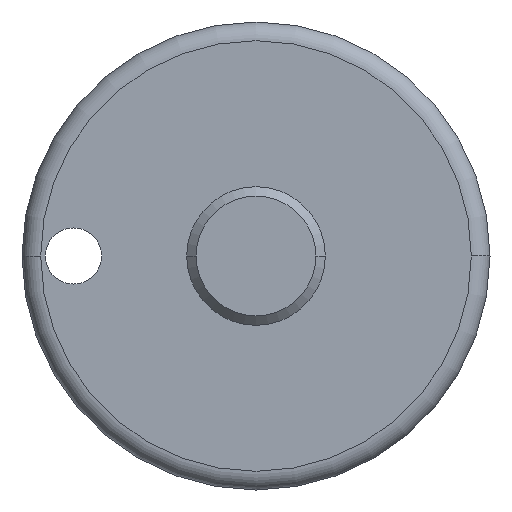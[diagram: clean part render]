
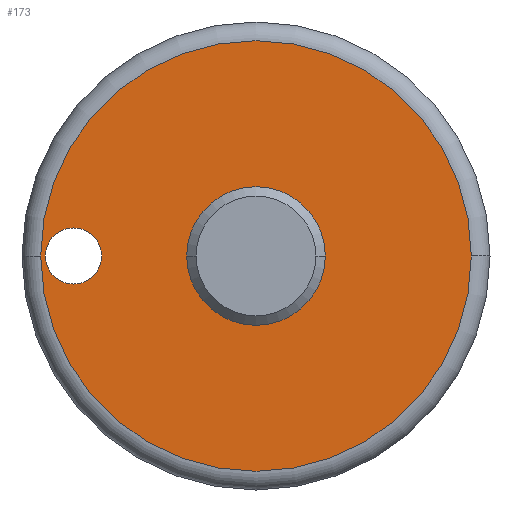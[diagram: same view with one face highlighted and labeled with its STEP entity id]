
A CAD part, left-side view. The second image highlights one B-rep face of the part: STEP entity #173.
In plain terms, the highlighted planar face has unit normal (-1, 0, 0).
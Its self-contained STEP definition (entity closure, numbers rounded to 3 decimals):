
#9 = EDGE_LOOP ( 'NONE', ( #312, #1080 ) ) ;
#15 = DIRECTION ( 'NONE',  ( 0., 1., 0. ) ) ;
#25 = EDGE_LOOP ( 'NONE', ( #696, #656 ) ) ;
#99 = CARTESIAN_POINT ( 'NONE',  ( -93.681, -2.979, 0. ) ) ;
#129 = FACE_BOUND ( 'NONE', #704, .T. ) ;
#135 = CARTESIAN_POINT ( 'NONE',  ( -93.681, 0.721, 0. ) ) ;
#153 = CARTESIAN_POINT ( 'NONE',  ( -93.681, 12.221, 0. ) ) ;
#173 = ADVANCED_FACE ( 'NONE', ( #129, #861, #844 ), #521, .F. ) ;
#186 = CIRCLE ( 'NONE', #931, 11.5 ) ;
#202 = AXIS2_PLACEMENT_3D ( 'NONE', #135, #293, #286 ) ;
#241 = CARTESIAN_POINT ( 'NONE',  ( -93.681, 8.971, 0. ) ) ;
#248 = CIRCLE ( 'NONE', #202, 11.5 ) ;
#249 = DIRECTION ( 'NONE',  ( 1., 0., 0. ) ) ;
#255 = AXIS2_PLACEMENT_3D ( 'NONE', #528, #689, #618 ) ;
#276 = AXIS2_PLACEMENT_3D ( 'NONE', #400, #984, #979 ) ;
#277 = EDGE_CURVE ( 'NONE', #1076, #737, #467, .T. ) ;
#281 = DIRECTION ( 'NONE',  ( -1., 0., 0. ) ) ;
#286 = DIRECTION ( 'NONE',  ( 0., 1., 0. ) ) ;
#288 = EDGE_CURVE ( 'NONE', #376, #1016, #901, .T. ) ;
#293 = DIRECTION ( 'NONE',  ( -1., 0., 0. ) ) ;
#312 = ORIENTED_EDGE ( 'NONE', *, *, #918, .T. ) ;
#376 = VERTEX_POINT ( 'NONE', #951 ) ;
#400 = CARTESIAN_POINT ( 'NONE',  ( -93.681, 0.721, 0. ) ) ;
#467 = CIRCLE ( 'NONE', #276, 3.7 ) ;
#468 = DIRECTION ( 'NONE',  ( -1., 0., 0. ) ) ;
#483 = EDGE_CURVE ( 'NONE', #1016, #376, #523, .T. ) ;
#512 = AXIS2_PLACEMENT_3D ( 'NONE', #995, #249, #15 ) ;
#521 = PLANE ( 'NONE',  #512 ) ;
#523 = CIRCLE ( 'NONE', #255, 1.5 ) ;
#528 = CARTESIAN_POINT ( 'NONE',  ( -93.681, 10.471, 0. ) ) ;
#536 = CARTESIAN_POINT ( 'NONE',  ( -93.681, 0.721, 0. ) ) ;
#571 = DIRECTION ( 'NONE',  ( 0., 1., 0. ) ) ;
#572 = CIRCLE ( 'NONE', #818, 3.7 ) ;
#576 = CARTESIAN_POINT ( 'NONE',  ( -93.681, 0.721, 0. ) ) ;
#617 = DIRECTION ( 'NONE',  ( 0., 1., 0. ) ) ;
#618 = DIRECTION ( 'NONE',  ( 0., 1., 0. ) ) ;
#630 = VERTEX_POINT ( 'NONE', #153 ) ;
#644 = EDGE_CURVE ( 'NONE', #688, #630, #186, .T. ) ;
#656 = ORIENTED_EDGE ( 'NONE', *, *, #277, .F. ) ;
#688 = VERTEX_POINT ( 'NONE', #983 ) ;
#689 = DIRECTION ( 'NONE',  ( 1., 0., 0. ) ) ;
#696 = ORIENTED_EDGE ( 'NONE', *, *, #849, .F. ) ;
#704 = EDGE_LOOP ( 'NONE', ( #777, #1072 ) ) ;
#737 = VERTEX_POINT ( 'NONE', #99 ) ;
#753 = CARTESIAN_POINT ( 'NONE',  ( -93.681, 10.471, 0. ) ) ;
#762 = CARTESIAN_POINT ( 'NONE',  ( -93.681, 4.421, 0. ) ) ;
#777 = ORIENTED_EDGE ( 'NONE', *, *, #288, .T. ) ;
#807 = DIRECTION ( 'NONE',  ( 1., 0., 0. ) ) ;
#818 = AXIS2_PLACEMENT_3D ( 'NONE', #536, #281, #965 ) ;
#844 = FACE_BOUND ( 'NONE', #25, .T. ) ;
#849 = EDGE_CURVE ( 'NONE', #737, #1076, #572, .T. ) ;
#861 = FACE_OUTER_BOUND ( 'NONE', #9, .T. ) ;
#901 = CIRCLE ( 'NONE', #1043, 1.5 ) ;
#918 = EDGE_CURVE ( 'NONE', #630, #688, #248, .T. ) ;
#931 = AXIS2_PLACEMENT_3D ( 'NONE', #576, #468, #571 ) ;
#951 = CARTESIAN_POINT ( 'NONE',  ( -93.681, 11.971, 0. ) ) ;
#965 = DIRECTION ( 'NONE',  ( 0., -1., 0. ) ) ;
#979 = DIRECTION ( 'NONE',  ( 0., -1., 0. ) ) ;
#983 = CARTESIAN_POINT ( 'NONE',  ( -93.681, -10.779, 0. ) ) ;
#984 = DIRECTION ( 'NONE',  ( -1., 0., 0. ) ) ;
#995 = CARTESIAN_POINT ( 'NONE',  ( -93.681, 13.221, 0. ) ) ;
#1016 = VERTEX_POINT ( 'NONE', #241 ) ;
#1043 = AXIS2_PLACEMENT_3D ( 'NONE', #753, #807, #617 ) ;
#1072 = ORIENTED_EDGE ( 'NONE', *, *, #483, .T. ) ;
#1076 = VERTEX_POINT ( 'NONE', #762 ) ;
#1080 = ORIENTED_EDGE ( 'NONE', *, *, #644, .T. ) ;
